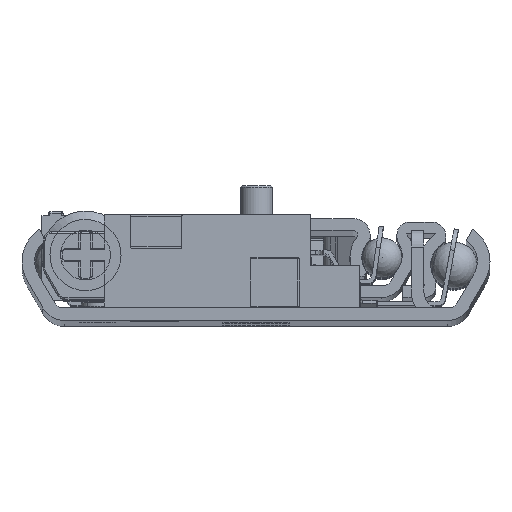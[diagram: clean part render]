
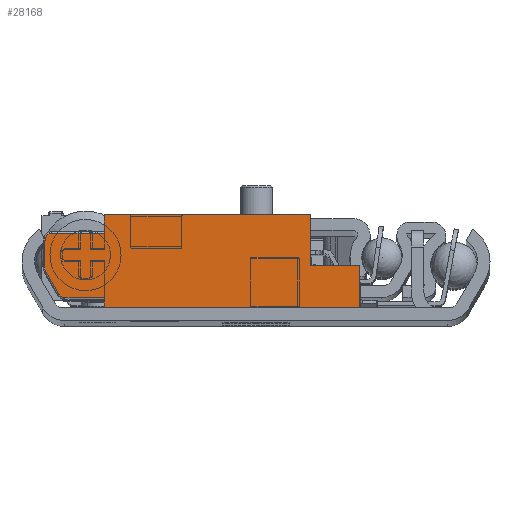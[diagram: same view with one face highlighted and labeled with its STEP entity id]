
A CAD part, top view. The second image highlights one B-rep face of the part: STEP entity #28168.
In plain terms, the highlighted planar face has unit normal (0, 0, 1).
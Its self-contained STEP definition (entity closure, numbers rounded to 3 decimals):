
#1366=PLANE('',#40253);
#4011=FACE_OUTER_BOUND('',#6249,.T.);
#6249=EDGE_LOOP('',(#23738,#23739,#23740,#23741,#23742,#23743,#23744,#23745,
#23746,#23747,#23748,#23749,#23750,#23751,#23752,#23753,#23754));
#9558=VERTEX_POINT('',#63189);
#9559=VERTEX_POINT('',#63191);
#9573=VERTEX_POINT('',#63219);
#9574=VERTEX_POINT('',#63221);
#9575=VERTEX_POINT('',#63225);
#9590=VERTEX_POINT('',#63264);
#9671=VERTEX_POINT('',#63496);
#9803=VERTEX_POINT('',#64184);
#9835=VERTEX_POINT('',#64379);
#9837=VERTEX_POINT('',#64385);
#9838=VERTEX_POINT('',#64390);
#9839=VERTEX_POINT('',#64393);
#9840=VERTEX_POINT('',#64395);
#9841=VERTEX_POINT('',#64397);
#9842=VERTEX_POINT('',#64399);
#9843=VERTEX_POINT('',#64401);
#9844=VERTEX_POINT('',#64403);
#14093=EDGE_CURVE('',#9558,#9559,#33346,.T.);
#14108=EDGE_CURVE('',#9573,#9574,#33354,.T.);
#14111=EDGE_CURVE('',#9575,#9558,#29988,.T.);
#14131=EDGE_CURVE('',#9590,#9575,#33368,.T.);
#14234=EDGE_CURVE('',#9574,#9671,#33430,.T.);
#14466=EDGE_CURVE('',#9590,#9803,#33549,.T.);
#14532=EDGE_CURVE('',#9835,#9671,#33581,.T.);
#14537=EDGE_CURVE('',#9837,#9835,#33586,.T.);
#14538=EDGE_CURVE('',#9803,#9838,#33587,.T.);
#14539=EDGE_CURVE('',#9838,#9837,#33588,.T.);
#14540=EDGE_CURVE('',#9573,#9839,#33589,.T.);
#14541=EDGE_CURVE('',#9840,#9839,#30140,.T.);
#14542=EDGE_CURVE('',#9841,#9840,#33590,.T.);
#14543=EDGE_CURVE('',#9842,#9841,#30141,.T.);
#14544=EDGE_CURVE('',#9843,#9842,#33591,.T.);
#14545=EDGE_CURVE('',#9844,#9843,#30142,.T.);
#14546=EDGE_CURVE('',#9844,#9559,#33592,.T.);
#23738=ORIENTED_EDGE('',*,*,#14111,.F.);
#23739=ORIENTED_EDGE('',*,*,#14131,.F.);
#23740=ORIENTED_EDGE('',*,*,#14466,.T.);
#23741=ORIENTED_EDGE('',*,*,#14538,.T.);
#23742=ORIENTED_EDGE('',*,*,#14539,.T.);
#23743=ORIENTED_EDGE('',*,*,#14537,.T.);
#23744=ORIENTED_EDGE('',*,*,#14532,.T.);
#23745=ORIENTED_EDGE('',*,*,#14234,.F.);
#23746=ORIENTED_EDGE('',*,*,#14108,.F.);
#23747=ORIENTED_EDGE('',*,*,#14540,.T.);
#23748=ORIENTED_EDGE('',*,*,#14541,.F.);
#23749=ORIENTED_EDGE('',*,*,#14542,.F.);
#23750=ORIENTED_EDGE('',*,*,#14543,.F.);
#23751=ORIENTED_EDGE('',*,*,#14544,.F.);
#23752=ORIENTED_EDGE('',*,*,#14545,.F.);
#23753=ORIENTED_EDGE('',*,*,#14546,.T.);
#23754=ORIENTED_EDGE('',*,*,#14093,.F.);
#28168=ADVANCED_FACE('',(#4011),#1366,.T.);
#29988=CIRCLE('',#39910,0.2);
#30140=CIRCLE('',#40254,0.8);
#30141=CIRCLE('',#40255,0.8);
#30142=CIRCLE('',#40256,0.8);
#33346=LINE('',#63192,#36598);
#33354=LINE('',#63222,#36606);
#33368=LINE('',#63266,#36620);
#33430=LINE('',#63497,#36682);
#33549=LINE('',#64186,#36801);
#33581=LINE('',#64380,#36833);
#33586=LINE('',#64388,#36838);
#33587=LINE('',#64391,#36839);
#33588=LINE('',#64392,#36840);
#33589=LINE('',#64394,#36841);
#33590=LINE('',#64398,#36842);
#33591=LINE('',#64402,#36843);
#33592=LINE('',#64405,#36844);
#36598=VECTOR('',#48766,1.);
#36606=VECTOR('',#48788,2.2);
#36620=VECTOR('',#48830,29.914);
#36682=VECTOR('',#49004,24.314);
#36801=VECTOR('',#49529,0.917);
#36833=VECTOR('',#49701,6.);
#36838=VECTOR('',#49708,5.8);
#36839=VECTOR('',#49711,1.883);
#36840=VECTOR('',#49712,2.2);
#36841=VECTOR('',#49713,6.236);
#36842=VECTOR('',#49716,3.268);
#36843=VECTOR('',#49719,3.155);
#36844=VECTOR('',#49722,4.659);
#39910=AXIS2_PLACEMENT_3D('',#63227,#48793,#48794);
#40253=AXIS2_PLACEMENT_3D('',#64389,#49709,#49710);
#40254=AXIS2_PLACEMENT_3D('',#64396,#49714,#49715);
#40255=AXIS2_PLACEMENT_3D('',#64400,#49717,#49718);
#40256=AXIS2_PLACEMENT_3D('',#64404,#49720,#49721);
#48766=DIRECTION('',(0.,-1.,0.));
#48788=DIRECTION('',(0.,-1.,0.));
#48793=DIRECTION('center_axis',(0.,0.,-1.));
#48794=DIRECTION('ref_axis',(0.707,0.707,0.));
#48830=DIRECTION('',(1.,0.,0.));
#49004=DIRECTION('',(-1.,0.,0.));
#49529=DIRECTION('',(0.,-1.,0.));
#49701=DIRECTION('',(0.,-1.,0.));
#49708=DIRECTION('',(1.,0.,0.));
#49709=DIRECTION('center_axis',(0.,0.,1.));
#49710=DIRECTION('ref_axis',(1.,0.,0.));
#49711=DIRECTION('',(0.,-1.,0.));
#49712=DIRECTION('',(0.,-1.,0.));
#49713=DIRECTION('',(1.,0.,0.));
#49714=DIRECTION('center_axis',(0.,0.,-1.));
#49715=DIRECTION('ref_axis',(1.,0.,0.));
#49716=DIRECTION('',(0.,-1.,0.));
#49717=DIRECTION('center_axis',(0.,0.,-1.));
#49718=DIRECTION('ref_axis',(0.866,0.5,0.));
#49719=DIRECTION('',(0.5,-0.866,0.));
#49720=DIRECTION('center_axis',(0.,0.,-1.));
#49721=DIRECTION('ref_axis',(0.,1.,0.));
#49722=DIRECTION('',(-1.,0.,0.));
#63189=CARTESIAN_POINT('',(16.764,8.8,0.));
#63191=CARTESIAN_POINT('',(16.764,7.8,0.));
#63192=CARTESIAN_POINT('',(16.764,8.,0.));
#63219=CARTESIAN_POINT('',(16.764,0.2,0.));
#63221=CARTESIAN_POINT('',(16.764,-2.,0.));
#63222=CARTESIAN_POINT('',(16.764,8.,0.));
#63225=CARTESIAN_POINT('',(16.564,9.,0.));
#63227=CARTESIAN_POINT('Origin',(16.564,8.8,0.));
#63264=CARTESIAN_POINT('',(-13.35,9.,0.));
#63266=CARTESIAN_POINT('',(16.764,9.,0.));
#63496=CARTESIAN_POINT('',(-7.55,-2.,0.));
#63497=CARTESIAN_POINT('',(16.764,-2.,0.));
#64184=CARTESIAN_POINT('',(-13.35,8.083,0.));
#64186=CARTESIAN_POINT('',(-13.35,8.,0.));
#64379=CARTESIAN_POINT('',(-7.55,4.,0.));
#64380=CARTESIAN_POINT('',(-7.55,-1.,0.));
#64385=CARTESIAN_POINT('',(-13.35,4.,0.));
#64388=CARTESIAN_POINT('',(-9.1,4.,0.));
#64389=CARTESIAN_POINT('Origin',(-7.75,0.,0.));
#64390=CARTESIAN_POINT('',(-13.35,6.2,0.));
#64391=CARTESIAN_POINT('',(-13.35,8.,0.));
#64392=CARTESIAN_POINT('',(-13.35,8.,0.));
#64393=CARTESIAN_POINT('',(23.,0.2,0.));
#64394=CARTESIAN_POINT('',(-7.55,0.2,0.));
#64395=CARTESIAN_POINT('',(23.8,1.,0.));
#64396=CARTESIAN_POINT('Origin',(23.,1.,0.));
#64397=CARTESIAN_POINT('',(23.8,4.268,0.));
#64398=CARTESIAN_POINT('',(23.8,4.268,0.));
#64399=CARTESIAN_POINT('',(23.693,4.668,0.));
#64400=CARTESIAN_POINT('Origin',(23.,4.268,0.));
#64401=CARTESIAN_POINT('',(22.115,7.4,0.));
#64402=CARTESIAN_POINT('',(22.115,7.4,0.));
#64403=CARTESIAN_POINT('',(21.423,7.8,0.));
#64404=CARTESIAN_POINT('Origin',(21.423,7.,0.));
#64405=CARTESIAN_POINT('',(21.423,7.8,0.));
